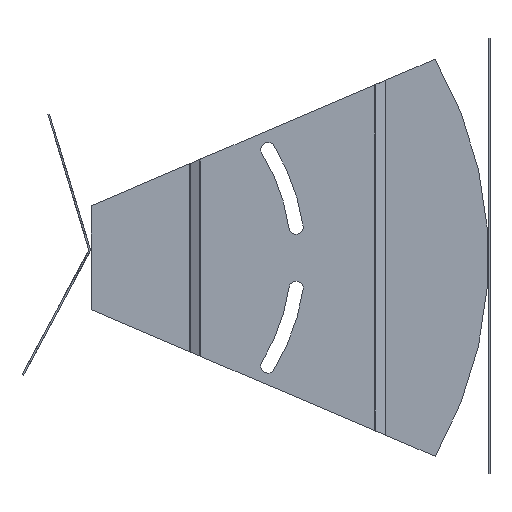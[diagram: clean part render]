
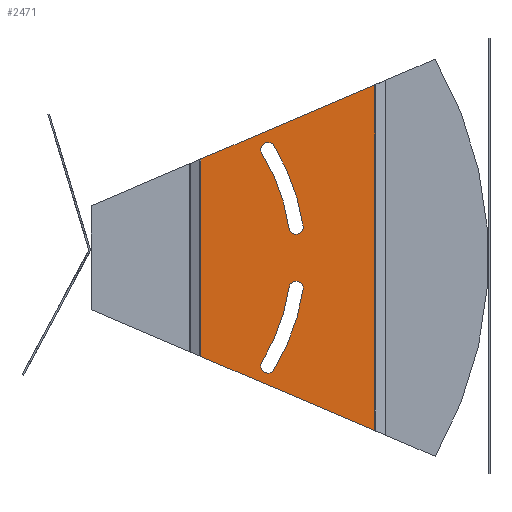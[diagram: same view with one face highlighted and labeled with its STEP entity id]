
A CAD part, front view. The second image highlights one B-rep face of the part: STEP entity #2471.
In plain terms, the highlighted face is planar.
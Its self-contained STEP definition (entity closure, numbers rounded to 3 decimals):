
#53 = ORIENTED_EDGE ( 'NONE', *, *, #724, .F. ) ;
#54 = ORIENTED_EDGE ( 'NONE', *, *, #723, .F. ) ;
#55 = ORIENTED_EDGE ( 'NONE', *, *, #722, .F. ) ;
#56 = ORIENTED_EDGE ( 'NONE', *, *, #664, .T. ) ;
#57 = ORIENTED_EDGE ( 'NONE', *, *, #721, .F. ) ;
#58 = ORIENTED_EDGE ( 'NONE', *, *, #665, .F. ) ;
#59 = ORIENTED_EDGE ( 'NONE', *, *, #661, .F. ) ;
#60 = ORIENTED_EDGE ( 'NONE', *, *, #659, .F. ) ;
#61 = ORIENTED_EDGE ( 'NONE', *, *, #660, .F. ) ;
#62 = ORIENTED_EDGE ( 'NONE', *, *, #716, .F. ) ;
#63 = ORIENTED_EDGE ( 'NONE', *, *, #714, .F. ) ;
#64 = ORIENTED_EDGE ( 'NONE', *, *, #715, .F. ) ;
#514 = EDGE_LOOP ( 'NONE', ( #64, #63, #62, #61 ) ) ;
#515 = EDGE_LOOP ( 'NONE', ( #56, #55, #54, #53 ) ) ;
#527 = EDGE_LOOP ( 'NONE', ( #60, #59, #58, #57 ) ) ;
#659 = EDGE_CURVE ( 'NONE', #818, #835, #3672, .T. ) ;
#660 = EDGE_CURVE ( 'NONE', #848, #792, #3671, .T. ) ;
#661 = EDGE_CURVE ( 'NONE', #791, #818, #3673, .T. ) ;
#664 = EDGE_CURVE ( 'NONE', #834, #820, #3675, .T. ) ;
#665 = EDGE_CURVE ( 'NONE', #849, #791, #3677, .T. ) ;
#714 = EDGE_CURVE ( 'NONE', #786, #833, #1294, .T. ) ;
#715 = EDGE_CURVE ( 'NONE', #833, #848, #1308, .T. ) ;
#716 = EDGE_CURVE ( 'NONE', #792, #786, #1305, .T. ) ;
#721 = EDGE_CURVE ( 'NONE', #835, #849, #1314, .T. ) ;
#722 = EDGE_CURVE ( 'NONE', #794, #820, #1316, .T. ) ;
#723 = EDGE_CURVE ( 'NONE', #795, #794, #1317, .T. ) ;
#724 = EDGE_CURVE ( 'NONE', #834, #795, #1312, .T. ) ;
#786 = VERTEX_POINT ( 'NONE', #3087 ) ;
#791 = VERTEX_POINT ( 'NONE', #3106 ) ;
#792 = VERTEX_POINT ( 'NONE', #3107 ) ;
#794 = VERTEX_POINT ( 'NONE', #3109 ) ;
#795 = VERTEX_POINT ( 'NONE', #3110 ) ;
#818 = VERTEX_POINT ( 'NONE', #3133 ) ;
#820 = VERTEX_POINT ( 'NONE', #3135 ) ;
#833 = VERTEX_POINT ( 'NONE', #3148 ) ;
#834 = VERTEX_POINT ( 'NONE', #3149 ) ;
#835 = VERTEX_POINT ( 'NONE', #3150 ) ;
#848 = VERTEX_POINT ( 'NONE', #3163 ) ;
#849 = VERTEX_POINT ( 'NONE', #3164 ) ;
#1294 = CIRCLE ( 'NONE', #2766, 3.5 ) ;
#1305 = CIRCLE ( 'NONE', #2768, 105.75 ) ;
#1308 = CIRCLE ( 'NONE', #2767, 98.75 ) ;
#1312 = LINE ( 'NONE', #2982, #1322 ) ;
#1314 = CIRCLE ( 'NONE', #2769, 98.75 ) ;
#1316 = LINE ( 'NONE', #2973, #1318 ) ;
#1317 = LINE ( 'NONE', #2986, #1320 ) ;
#1318 = VECTOR ( 'NONE', #2975, 1000. ) ;
#1320 = VECTOR ( 'NONE', #2988, 1000. ) ;
#1322 = VECTOR ( 'NONE', #2989, 1000. ) ;
#1554 = FACE_BOUND ( 'NONE', #514, .T. ) ;
#1559 = FACE_OUTER_BOUND ( 'NONE', #515, .T. ) ;
#1563 = FACE_BOUND ( 'NONE', #527, .T. ) ;
#2099 = DIRECTION ( 'NONE',  ( -1., 0., 0. ) ) ;
#2101 = CARTESIAN_POINT ( 'NONE',  ( 3.3, 54.118, 200. ) ) ;
#2103 = PLANE ( 'NONE',  #2881 ) ;
#2105 = DIRECTION ( 'NONE',  ( 0., 0., 1. ) ) ;
#2471 = ADVANCED_FACE ( 'NONE', ( #1554, #1563, #1559 ), #2103, .F. ) ;
#2752 = AXIS2_PLACEMENT_3D ( 'NONE', #3968, #3967, #3965 ) ;
#2753 = AXIS2_PLACEMENT_3D ( 'NONE', #3966, #3964, #3963 ) ;
#2754 = AXIS2_PLACEMENT_3D ( 'NONE', #3960, #3959, #3958 ) ;
#2755 = AXIS2_PLACEMENT_3D ( 'NONE', #3949, #3948, #3947 ) ;
#2766 = AXIS2_PLACEMENT_3D ( 'NONE', #2960, #2961, #2962 ) ;
#2767 = AXIS2_PLACEMENT_3D ( 'NONE', #2965, #2966, #2967 ) ;
#2768 = AXIS2_PLACEMENT_3D ( 'NONE', #2970, #2971, #2972 ) ;
#2769 = AXIS2_PLACEMENT_3D ( 'NONE', #2983, #2984, #2985 ) ;
#2881 = AXIS2_PLACEMENT_3D ( 'NONE', #2101, #2099, #2105 ) ;
#2960 = CARTESIAN_POINT ( 'NONE',  ( 3.3, 101.127, -15.114 ) ) ;
#2961 = DIRECTION ( 'NONE',  ( 1., 0., 0. ) ) ;
#2962 = DIRECTION ( 'NONE',  ( 0., -1., 0. ) ) ;
#2965 = CARTESIAN_POINT ( 'NONE',  ( 3.3, 0., 0. ) ) ;
#2966 = DIRECTION ( 'NONE',  ( -1., 0., 0. ) ) ;
#2967 = DIRECTION ( 'NONE',  ( 0., -1., 0. ) ) ;
#2970 = CARTESIAN_POINT ( 'NONE',  ( 3.3, 0., 0. ) ) ;
#2971 = DIRECTION ( 'NONE',  ( 1., 0., 0. ) ) ;
#2972 = DIRECTION ( 'NONE',  ( 0., -1., 0. ) ) ;
#2973 = CARTESIAN_POINT ( 'NONE',  ( 3.3, 169.741, -98. ) ) ;
#2975 = DIRECTION ( 'NONE',  ( 0., -0.92, 0.392 ) ) ;
#2982 = CARTESIAN_POINT ( 'NONE',  ( 3.3, 169.741, 98. ) ) ;
#2983 = CARTESIAN_POINT ( 'NONE',  ( 3.3, 0., 0. ) ) ;
#2984 = DIRECTION ( 'NONE',  ( -1., 0., 0. ) ) ;
#2985 = DIRECTION ( 'NONE',  ( 0., 1., 0. ) ) ;
#2986 = CARTESIAN_POINT ( 'NONE',  ( 3.3, 139.882, 200. ) ) ;
#2988 = DIRECTION ( 'NONE',  ( 0., 0., -1. ) ) ;
#2989 = DIRECTION ( 'NONE',  ( 0., 0.92, 0.392 ) ) ;
#3087 = CARTESIAN_POINT ( 'NONE',  ( 3.3, 104.588, -15.631 ) ) ;
#3106 = CARTESIAN_POINT ( 'NONE',  ( 3.3, 104.588, 15.631 ) ) ;
#3107 = CARTESIAN_POINT ( 'NONE',  ( 3.3, 90.167, -55.254 ) ) ;
#3109 = CARTESIAN_POINT ( 'NONE',  ( 3.3, 139.882, -85.273 ) ) ;
#3110 = CARTESIAN_POINT ( 'NONE',  ( 3.3, 139.882, 85.273 ) ) ;
#3133 = CARTESIAN_POINT ( 'NONE',  ( 3.3, 90.167, 55.254 ) ) ;
#3135 = CARTESIAN_POINT ( 'NONE',  ( 3.3, 54.118, -48.717 ) ) ;
#3148 = CARTESIAN_POINT ( 'NONE',  ( 3.3, 97.665, -14.596 ) ) ;
#3149 = CARTESIAN_POINT ( 'NONE',  ( 3.3, 54.118, 48.717 ) ) ;
#3150 = CARTESIAN_POINT ( 'NONE',  ( 3.3, 84.198, 51.597 ) ) ;
#3163 = CARTESIAN_POINT ( 'NONE',  ( 3.3, 84.198, -51.597 ) ) ;
#3164 = CARTESIAN_POINT ( 'NONE',  ( 3.3, 97.665, 14.596 ) ) ;
#3671 = CIRCLE ( 'NONE', #2753, 3.5 ) ;
#3672 = CIRCLE ( 'NONE', #2752, 3.5 ) ;
#3673 = CIRCLE ( 'NONE', #2754, 105.75 ) ;
#3675 = LINE ( 'NONE', #3961, #3679 ) ;
#3677 = CIRCLE ( 'NONE', #2755, 3.5 ) ;
#3679 = VECTOR ( 'NONE', #3954, 1000. ) ;
#3947 = DIRECTION ( 'NONE',  ( 0., 1., 0. ) ) ;
#3948 = DIRECTION ( 'NONE',  ( 1., 0., 0. ) ) ;
#3949 = CARTESIAN_POINT ( 'NONE',  ( 3.3, 101.127, 15.114 ) ) ;
#3954 = DIRECTION ( 'NONE',  ( 0., 0., -1. ) ) ;
#3958 = DIRECTION ( 'NONE',  ( 0., 1., 0. ) ) ;
#3959 = DIRECTION ( 'NONE',  ( 1., 0., 0. ) ) ;
#3960 = CARTESIAN_POINT ( 'NONE',  ( 3.3, 0., 0. ) ) ;
#3961 = CARTESIAN_POINT ( 'NONE',  ( 3.3, 54.118, 200. ) ) ;
#3963 = DIRECTION ( 'NONE',  ( 0., -1., 0. ) ) ;
#3964 = DIRECTION ( 'NONE',  ( 1., 0., 0. ) ) ;
#3965 = DIRECTION ( 'NONE',  ( 0., 1., 0. ) ) ;
#3966 = CARTESIAN_POINT ( 'NONE',  ( 3.3, 87.182, -53.425 ) ) ;
#3967 = DIRECTION ( 'NONE',  ( 1., 0., 0. ) ) ;
#3968 = CARTESIAN_POINT ( 'NONE',  ( 3.3, 87.182, 53.425 ) ) ;
